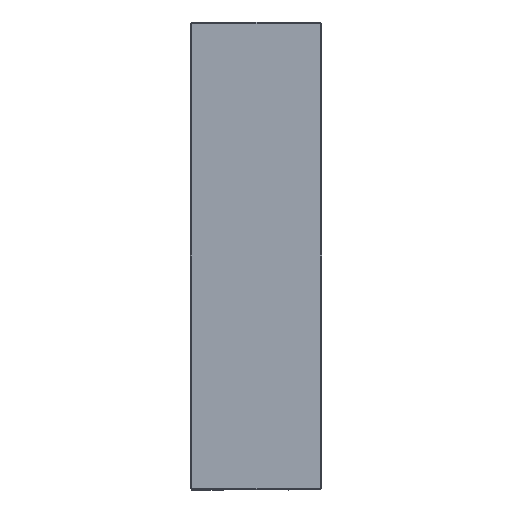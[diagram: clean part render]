
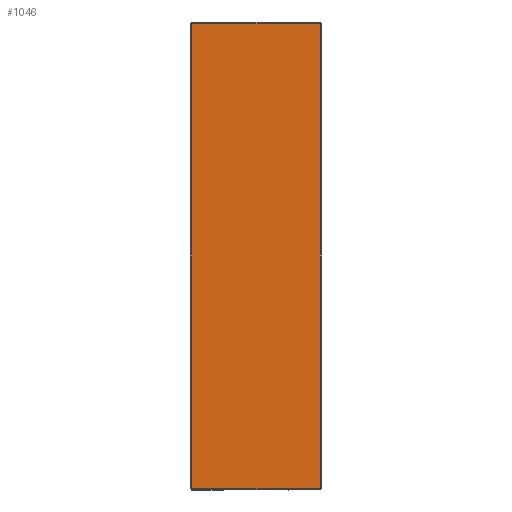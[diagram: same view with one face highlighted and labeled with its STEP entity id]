
A CAD part, left-side view. The second image highlights one B-rep face of the part: STEP entity #1046.
In plain terms, the highlighted planar face has unit normal (-1, 0, 0).
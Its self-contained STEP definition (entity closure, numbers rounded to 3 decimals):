
#19 = ORIENTED_EDGE ( 'NONE', *, *, #262, .F. ) ;
#25 = FACE_OUTER_BOUND ( 'NONE', #925, .T. ) ;
#53 = CARTESIAN_POINT ( 'NONE',  ( 0., -97.257, 0. ) ) ;
#68 = ORIENTED_EDGE ( 'NONE', *, *, #256, .T. ) ;
#75 = VERTEX_POINT ( 'NONE', #802 ) ;
#79 = VERTEX_POINT ( 'NONE', #370 ) ;
#107 = EDGE_CURVE ( 'NONE', #397, #2011, #1004, .T. ) ;
#131 = VERTEX_POINT ( 'NONE', #1813 ) ;
#256 = EDGE_CURVE ( 'NONE', #397, #1473, #1853, .T. ) ;
#262 = EDGE_CURVE ( 'NONE', #79, #2581, #372, .T. ) ;
#283 = LINE ( 'NONE', #415, #2223 ) ;
#286 = VECTOR ( 'NONE', #1720, 1000. ) ;
#301 = CARTESIAN_POINT ( 'NONE',  ( 0., -99.5, 351. ) ) ;
#311 = CARTESIAN_POINT ( 'NONE',  ( 0., 97.257, 351. ) ) ;
#312 = VECTOR ( 'NONE', #1874, 1000. ) ;
#313 = LINE ( 'NONE', #2288, #1366 ) ;
#324 = EDGE_CURVE ( 'NONE', #867, #75, #2431, .T. ) ;
#325 = ORIENTED_EDGE ( 'NONE', *, *, #1206, .T. ) ;
#370 = CARTESIAN_POINT ( 'NONE',  ( 0., 97., -351. ) ) ;
#372 = LINE ( 'NONE', #1034, #312 ) ;
#379 = CARTESIAN_POINT ( 'NONE',  ( 0., -97., -351. ) ) ;
#397 = VERTEX_POINT ( 'NONE', #680 ) ;
#415 = CARTESIAN_POINT ( 'NONE',  ( 0., 0., 351.257 ) ) ;
#424 = CARTESIAN_POINT ( 'NONE',  ( 0., 97., -351.257 ) ) ;
#455 = CARTESIAN_POINT ( 'NONE',  ( 0., -97., -353.5 ) ) ;
#547 = ORIENTED_EDGE ( 'NONE', *, *, #1446, .F. ) ;
#570 = VECTOR ( 'NONE', #1562, 1000. ) ;
#663 = CARTESIAN_POINT ( 'NONE',  ( 0., -97., 351. ) ) ;
#664 = CARTESIAN_POINT ( 'NONE',  ( 0., -97., -351. ) ) ;
#680 = CARTESIAN_POINT ( 'NONE',  ( 0., -97.257, -351. ) ) ;
#693 = VERTEX_POINT ( 'NONE', #2032 ) ;
#714 = VECTOR ( 'NONE', #2248, 1000. ) ;
#727 = CARTESIAN_POINT ( 'NONE',  ( 0., 97., 351. ) ) ;
#739 = EDGE_CURVE ( 'NONE', #1482, #693, #2261, .T. ) ;
#777 = EDGE_CURVE ( 'NONE', #867, #131, #283, .T. ) ;
#785 = VERTEX_POINT ( 'NONE', #424 ) ;
#802 = CARTESIAN_POINT ( 'NONE',  ( 0., -97., 351. ) ) ;
#841 = VECTOR ( 'NONE', #1390, 1000. ) ;
#867 = VERTEX_POINT ( 'NONE', #1445 ) ;
#903 = CARTESIAN_POINT ( 'NONE',  ( 0., -97.257, 351. ) ) ;
#925 = EDGE_LOOP ( 'NONE', ( #1089, #2152, #952, #1799, #1882, #19, #2537, #325, #547, #2270, #68, #1402 ) ) ;
#952 = ORIENTED_EDGE ( 'NONE', *, *, #1731, .F. ) ;
#1004 = LINE ( 'NONE', #379, #714 ) ;
#1018 = CARTESIAN_POINT ( 'NONE',  ( 0., 99.5, 351. ) ) ;
#1026 = EDGE_CURVE ( 'NONE', #75, #1473, #1060, .T. ) ;
#1034 = CARTESIAN_POINT ( 'NONE',  ( 0., 97., -351. ) ) ;
#1046 = ADVANCED_FACE ( 'NONE', ( #25 ), #2155, .T. ) ;
#1060 = LINE ( 'NONE', #301, #2654 ) ;
#1075 = VECTOR ( 'NONE', #1698, 1000. ) ;
#1089 = ORIENTED_EDGE ( 'NONE', *, *, #324, .F. ) ;
#1096 = DIRECTION ( 'NONE',  ( 0., 0., -1. ) ) ;
#1138 = AXIS2_PLACEMENT_3D ( 'NONE', #2607, #1953, #1362 ) ;
#1206 = EDGE_CURVE ( 'NONE', #785, #1951, #1387, .T. ) ;
#1288 = CARTESIAN_POINT ( 'NONE',  ( 0., 97.257, -351. ) ) ;
#1362 = DIRECTION ( 'NONE',  ( 0., 0., 1. ) ) ;
#1366 = VECTOR ( 'NONE', #2304, 1000. ) ;
#1387 = LINE ( 'NONE', #2624, #841 ) ;
#1390 = DIRECTION ( 'NONE',  ( 0., -1., 0. ) ) ;
#1402 = ORIENTED_EDGE ( 'NONE', *, *, #1026, .F. ) ;
#1445 = CARTESIAN_POINT ( 'NONE',  ( 0., -97., 351.257 ) ) ;
#1446 = EDGE_CURVE ( 'NONE', #2011, #1951, #1761, .T. ) ;
#1469 = VECTOR ( 'NONE', #1096, 1000. ) ;
#1473 = VERTEX_POINT ( 'NONE', #903 ) ;
#1482 = VERTEX_POINT ( 'NONE', #311 ) ;
#1562 = DIRECTION ( 'NONE',  ( 0., 0., 1. ) ) ;
#1590 = VECTOR ( 'NONE', #1860, 1000. ) ;
#1621 = DIRECTION ( 'NONE',  ( 0., 1., 0. ) ) ;
#1669 = LINE ( 'NONE', #727, #570 ) ;
#1698 = DIRECTION ( 'NONE',  ( 0., 0., -1. ) ) ;
#1720 = DIRECTION ( 'NONE',  ( 0., 0., -1. ) ) ;
#1728 = DIRECTION ( 'NONE',  ( 0., -1., 0. ) ) ;
#1731 = EDGE_CURVE ( 'NONE', #693, #131, #1669, .T. ) ;
#1748 = VECTOR ( 'NONE', #2653, 1000. ) ;
#1761 = LINE ( 'NONE', #455, #1469 ) ;
#1799 = ORIENTED_EDGE ( 'NONE', *, *, #739, .F. ) ;
#1813 = CARTESIAN_POINT ( 'NONE',  ( 0., 97., 351.257 ) ) ;
#1853 = LINE ( 'NONE', #53, #1590 ) ;
#1860 = DIRECTION ( 'NONE',  ( 0., 0., 1. ) ) ;
#1868 = CARTESIAN_POINT ( 'NONE',  ( 0., -97., -351.257 ) ) ;
#1874 = DIRECTION ( 'NONE',  ( 0., 1., 0. ) ) ;
#1882 = ORIENTED_EDGE ( 'NONE', *, *, #2083, .T. ) ;
#1908 = CARTESIAN_POINT ( 'NONE',  ( 0., 97.257, 0. ) ) ;
#1951 = VERTEX_POINT ( 'NONE', #1868 ) ;
#1953 = DIRECTION ( 'NONE',  ( -1., 0., 0. ) ) ;
#2011 = VERTEX_POINT ( 'NONE', #664 ) ;
#2032 = CARTESIAN_POINT ( 'NONE',  ( 0., 97., 351. ) ) ;
#2083 = EDGE_CURVE ( 'NONE', #1482, #2581, #2301, .T. ) ;
#2152 = ORIENTED_EDGE ( 'NONE', *, *, #777, .T. ) ;
#2155 = PLANE ( 'NONE',  #1138 ) ;
#2223 = VECTOR ( 'NONE', #1621, 1000. ) ;
#2248 = DIRECTION ( 'NONE',  ( 0., 1., 0. ) ) ;
#2261 = LINE ( 'NONE', #1018, #1748 ) ;
#2270 = ORIENTED_EDGE ( 'NONE', *, *, #107, .F. ) ;
#2288 = CARTESIAN_POINT ( 'NONE',  ( 0., 97., -353.5 ) ) ;
#2301 = LINE ( 'NONE', #1908, #1075 ) ;
#2304 = DIRECTION ( 'NONE',  ( 0., 0., 1. ) ) ;
#2431 = LINE ( 'NONE', #663, #286 ) ;
#2537 = ORIENTED_EDGE ( 'NONE', *, *, #2629, .F. ) ;
#2581 = VERTEX_POINT ( 'NONE', #1288 ) ;
#2607 = CARTESIAN_POINT ( 'NONE',  ( 0., 0., 0. ) ) ;
#2624 = CARTESIAN_POINT ( 'NONE',  ( 0., 0., -351.257 ) ) ;
#2629 = EDGE_CURVE ( 'NONE', #785, #79, #313, .T. ) ;
#2653 = DIRECTION ( 'NONE',  ( 0., -1., 0. ) ) ;
#2654 = VECTOR ( 'NONE', #1728, 1000. ) ;
